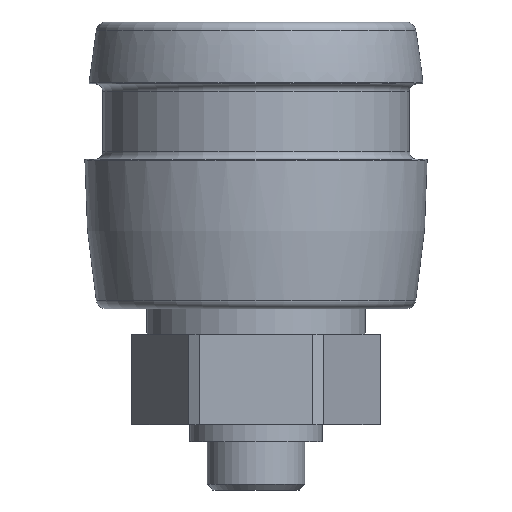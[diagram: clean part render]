
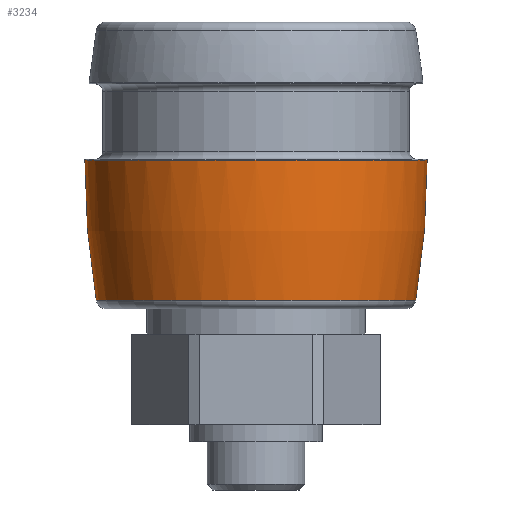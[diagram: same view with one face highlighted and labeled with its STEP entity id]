
A CAD part, front view. The second image highlights one B-rep face of the part: STEP entity #3234.
In plain terms, the highlighted toroidal (fillet/blend) face has major radius 63 mm and minor radius 80 mm.
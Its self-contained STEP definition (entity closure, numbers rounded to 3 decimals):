
#77=DEGENERATE_TOROIDAL_SURFACE('',#3415,63.,80.,
 .F.);
#609=ORIENTED_EDGE('',*,*,#1254,.T.);
#610=ORIENTED_EDGE('',*,*,#1255,.F.);
#1254=EDGE_CURVE('',#1582,#1582,#1746,.T.);
#1255=EDGE_CURVE('',#1583,#1583,#1747,.T.);
#1582=VERTEX_POINT('',#4625);
#1583=VERTEX_POINT('',#4628);
#1746=CIRCLE('',#3414,16.998);
#1747=CIRCLE('',#3416,15.867);
#1835=EDGE_LOOP('',(#609));
#1836=EDGE_LOOP('',(#610));
#2013=FACE_BOUND('',#1835,.T.);
#2014=FACE_BOUND('',#1836,.T.);
#3234=ADVANCED_FACE('',(#2013,#2014),#77,.F.);
#3414=AXIS2_PLACEMENT_3D('',#4624,#3706,#3707);
#3415=AXIS2_PLACEMENT_3D('',#4626,#3708,#3709);
#3416=AXIS2_PLACEMENT_3D('',#4627,#3710,#3711);
#3706=DIRECTION('',(0.,0.,-1.));
#3707=DIRECTION('',(-1.,0.,0.));
#3708=DIRECTION('',(0.,0.,-1.));
#3709=DIRECTION('',(-1.,0.,0.));
#3710=DIRECTION('',(0.,0.,-1.));
#3711=DIRECTION('',(-1.,0.,0.));
#4624=CARTESIAN_POINT('',(0.,0.,-13.749));
#4625=CARTESIAN_POINT('',(-16.998,0.,-13.749));
#4626=CARTESIAN_POINT('',(0.,0.,-14.25));
#4627=CARTESIAN_POINT('',(0.,0.,-27.668));
#4628=CARTESIAN_POINT('',(-15.867,0.,-27.668));
